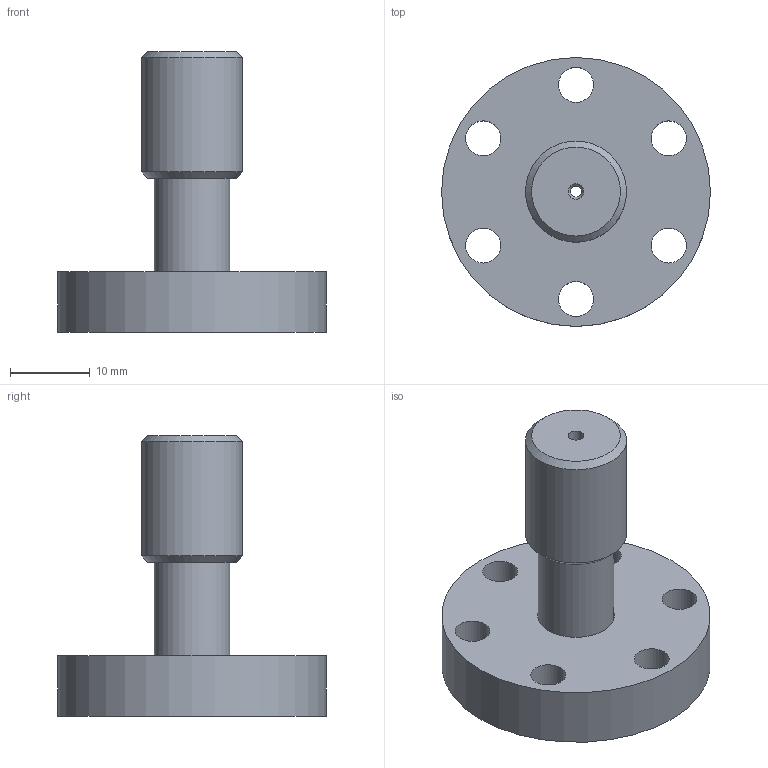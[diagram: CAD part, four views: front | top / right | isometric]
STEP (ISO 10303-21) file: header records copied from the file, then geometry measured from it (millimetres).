
FILE_DESCRIPTION(/* description */ (''),/* implementation_level */ '2;1');
FILE_NAME(/* name */ '5000596a.stp',/* time_stamp */ '2019-07-17T15:29:11-04:00',/* author */ ('Glen_C'),/* organization */ (''),/* preprocessor_version */ 'ST-DEVELOPER v16.13',/* originating_system */ 'Autodesk Inventor 2018',/* authorisation */ '');
FILE_SCHEMA (('AUTOMOTIVE_DESIGN { 1 0 10303 214 3 1 1 }'));
Length unit declared in the file: inch
Products named in the file (1): 5000596_S
Bounding box: 33.78 x 33.78 x 35.26 mm (x, y, z)
Volume: 8242.5 mm3; surface area: 5395.1 mm2
Topology: 2 solids, 3 shells, 49 faces, 100 edges, 65 vertices
Faces by surface type: cylinder 22, plane 14, cone 9, torus 4
Full cylindrical faces by diameter (mm): 1.422 x1, 1.905 x1, 1.956 x2, 3.175 x1, 4.394 x6, 4.47 x1, 4.75 x1, 7.493 x1, 7.62 x1, 8.153 x1, 9.5 x1, 9.652 x1, 12.7 x1, 18.288 x1, 21.387 x1, 33.782 x1
Entity records: 1212 total; most frequent: DIRECTION 212, CARTESIAN_POINT 162, ORIENTED_EDGE 112, EDGE_LOOP 110, AXIS2_PLACEMENT_3D 106, FACE_BOUND 61, CIRCLE 56, VERTEX_POINT 56
